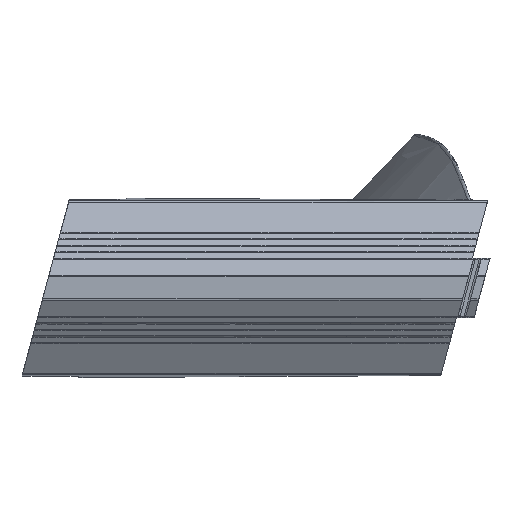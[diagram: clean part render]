
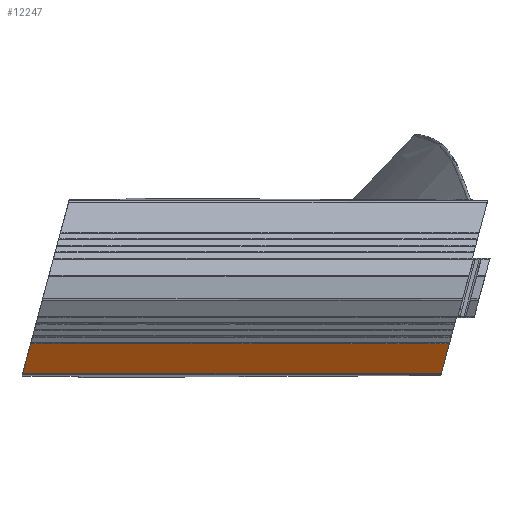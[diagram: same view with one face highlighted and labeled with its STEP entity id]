
A CAD part, front view. The second image highlights one B-rep face of the part: STEP entity #12247.
In plain terms, the highlighted free-form (B-spline) face has degree [1, 1] with [2, 2] control points.
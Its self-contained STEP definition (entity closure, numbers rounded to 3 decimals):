
#829 = VERTEX_POINT('',#830);
#830 = CARTESIAN_POINT('',(67.172,41.482,
    -14.165));
#836 = EDGE_CURVE('',#829,#837,#839,.T.);
#837 = VERTEX_POINT('',#838);
#838 = CARTESIAN_POINT('',(63.143,50.163,
    -29.201));
#839 = B_SPLINE_CURVE_WITH_KNOTS('',1,(#840,#841),.UNSPECIFIED.,.F.,.F.,
  (2,2),(-9.551,3.974),.PIECEWISE_BEZIER_KNOTS.);
#840 = CARTESIAN_POINT('',(67.172,41.482,
    -14.165));
#841 = CARTESIAN_POINT('',(63.143,50.163,
    -29.201));
#11797 = VERTEX_POINT('',#11798);
#11798 = CARTESIAN_POINT('',(-79.675,50.163,
    -29.201));
#11804 = EDGE_CURVE('',#11797,#11805,#11807,.T.);
#11805 = VERTEX_POINT('',#11806);
#11806 = CARTESIAN_POINT('',(-75.646,41.482,
    -14.165));
#11807 = B_SPLINE_CURVE_WITH_KNOTS('',1,(#11808,#11809),.UNSPECIFIED.,
  .F.,.F.,(2,2),(-28.472,-14.947),
  .PIECEWISE_BEZIER_KNOTS.);
#11808 = CARTESIAN_POINT('',(-79.675,50.163,
    -29.201));
#11809 = CARTESIAN_POINT('',(-75.646,41.482,
    -14.165));
#12247 = ADVANCED_FACE('',(#12248),#12262,.F.);
#12248 = FACE_BOUND('',#12249,.T.);
#12249 = EDGE_LOOP('',(#12250,#12251,#12256,#12257));
#12250 = ORIENTED_EDGE('',*,*,#11804,.F.);
#12251 = ORIENTED_EDGE('',*,*,#12252,.T.);
#12252 = EDGE_CURVE('',#11797,#837,#12253,.T.);
#12253 = B_SPLINE_CURVE_WITH_KNOTS('',1,(#12254,#12255),.UNSPECIFIED.,
  .F.,.F.,(2,2),(-127.46,-19.085),
  .PIECEWISE_BEZIER_KNOTS.);
#12254 = CARTESIAN_POINT('',(-79.675,50.163,
    -29.201));
#12255 = CARTESIAN_POINT('',(63.143,50.163,
    -29.201));
#12256 = ORIENTED_EDGE('',*,*,#836,.F.);
#12257 = ORIENTED_EDGE('',*,*,#12258,.T.);
#12258 = EDGE_CURVE('',#829,#11805,#12259,.T.);
#12259 = B_SPLINE_CURVE_WITH_KNOTS('',1,(#12260,#12261),.UNSPECIFIED.,
  .F.,.F.,(2,2),(-107.933,0.443),
  .PIECEWISE_BEZIER_KNOTS.);
#12260 = CARTESIAN_POINT('',(67.172,41.482,
    -14.165));
#12261 = CARTESIAN_POINT('',(-75.646,41.482,
    -14.165));
#12262 = B_SPLINE_SURFACE_WITH_KNOTS('',1,1,(
    (#12263,#12264)
    ,(#12265,#12266
    )),.UNSPECIFIED.,.F.,.F.,.F.,(2,2),(2,2),(0.349,
    13.524),(-127.46,-16.027),
  .PIECEWISE_BEZIER_KNOTS.);
#12263 = CARTESIAN_POINT('',(-79.675,50.163,
    -29.201));
#12264 = CARTESIAN_POINT('',(67.172,50.163,
    -29.201));
#12265 = CARTESIAN_POINT('',(-79.675,41.482,
    -14.165));
#12266 = CARTESIAN_POINT('',(67.172,41.482,
    -14.165));
